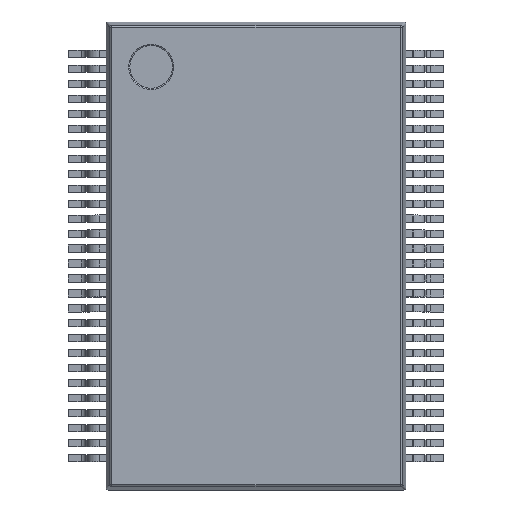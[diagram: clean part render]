
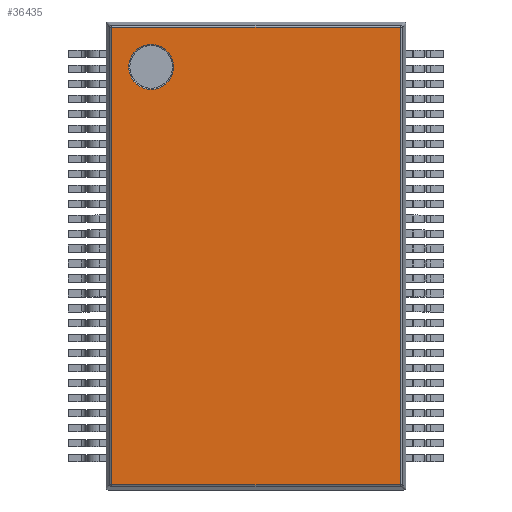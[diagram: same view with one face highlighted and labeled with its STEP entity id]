
A CAD part, top view. The second image highlights one B-rep face of the part: STEP entity #36435.
In plain terms, the highlighted planar face has unit normal (0, 0, 1).
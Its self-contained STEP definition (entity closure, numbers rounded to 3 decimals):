
#14577 = EDGE_CURVE ( 'NONE', #14640, #14642, #18620, .T. ) ;
#14640 = VERTEX_POINT ( 'NONE', #18615 ) ;
#14642 = VERTEX_POINT ( 'NONE', #18614 ) ;
#18614 = CARTESIAN_POINT ( 'NONE',  ( -2.2, 5.05, 1.2 ) ) ;
#18615 = CARTESIAN_POINT ( 'NONE',  ( -3.4, 5.05, 1.2 ) ) ;
#18616 = DIRECTION ( 'NONE',  ( 1., 0., 0. ) ) ;
#18617 = DIRECTION ( 'NONE',  ( 0., 0., 1. ) ) ;
#18618 = CARTESIAN_POINT ( 'NONE',  ( -2.8, 5.05, 1.2 ) ) ;
#18619 = AXIS2_PLACEMENT_3D ( 'NONE', #18618, #18617, #18616 ) ;
#18620 = CIRCLE ( 'NONE', #18619, 0.6 ) ;
#22238 = CARTESIAN_POINT ( 'NONE',  ( -3.854, -6.104, 1.2 ) ) ;
#22239 = DIRECTION ( 'NONE',  ( 0., -1., 0. ) ) ;
#22240 = VECTOR ( 'NONE', #22239, 1000. ) ;
#22241 = CARTESIAN_POINT ( 'NONE',  ( -3.854, 6.25, 1.2 ) ) ;
#22242 = LINE ( 'NONE', #22241, #22240 ) ;
#22243 = CARTESIAN_POINT ( 'NONE',  ( -3.854, 6.104, 1.2 ) ) ;
#22244 = DIRECTION ( 'NONE',  ( -1., 0., 0. ) ) ;
#22245 = VECTOR ( 'NONE', #22244, 1000. ) ;
#22246 = CARTESIAN_POINT ( 'NONE',  ( -3.895, 6.104, 1.2 ) ) ;
#22247 = LINE ( 'NONE', #22246, #22245 ) ;
#22282 = DIRECTION ( 'NONE',  ( 1., 0., 0. ) ) ;
#22283 = DIRECTION ( 'NONE',  ( 0., 0., 1. ) ) ;
#22284 = CARTESIAN_POINT ( 'NONE',  ( -2.8, 5.05, 1.2 ) ) ;
#22285 = AXIS2_PLACEMENT_3D ( 'NONE', #22284, #22283, #22282 ) ;
#22286 = CIRCLE ( 'NONE', #22285, 0.6 ) ;
#22287 = DIRECTION ( 'NONE',  ( 1., 0., 0. ) ) ;
#22288 = VECTOR ( 'NONE', #22287, 1000. ) ;
#22289 = CARTESIAN_POINT ( 'NONE',  ( 3.895, -6.104, 1.2 ) ) ;
#22290 = LINE ( 'NONE', #22289, #22288 ) ;
#22291 = DIRECTION ( 'NONE',  ( -1., 0., 0. ) ) ;
#22292 = DIRECTION ( 'NONE',  ( 0., 0., -1. ) ) ;
#22293 = CARTESIAN_POINT ( 'NONE',  ( 3.895, 6.25, 1.2 ) ) ;
#22294 = AXIS2_PLACEMENT_3D ( 'NONE', #22293, #22292, #22291 ) ;
#22295 = CARTESIAN_POINT ( 'NONE',  ( 3.854, -6.104, 1.2 ) ) ;
#22296 = PLANE ( 'NONE',  #22294 ) ;
#22311 = FACE_BOUND ( 'NONE', #36419, .T. ) ;
#22312 = FACE_OUTER_BOUND ( 'NONE', #36436, .T. ) ;
#22451 = CARTESIAN_POINT ( 'NONE',  ( 3.854, 6.104, 1.2 ) ) ;
#22452 = DIRECTION ( 'NONE',  ( 0., 1., 0. ) ) ;
#22453 = VECTOR ( 'NONE', #22452, 1000. ) ;
#22454 = CARTESIAN_POINT ( 'NONE',  ( 3.854, 6.25, 1.2 ) ) ;
#22455 = LINE ( 'NONE', #22454, #22453 ) ;
#36412 = EDGE_CURVE ( 'NONE', #36501, #36413, #22247, .T. ) ;
#36413 = VERTEX_POINT ( 'NONE', #22243 ) ;
#36414 = ORIENTED_EDGE ( 'NONE', *, *, #36415, .T. ) ;
#36415 = EDGE_CURVE ( 'NONE', #36413, #36416, #22242, .T. ) ;
#36416 = VERTEX_POINT ( 'NONE', #22238 ) ;
#36417 = ORIENTED_EDGE ( 'NONE', *, *, #36418, .T. ) ;
#36418 = EDGE_CURVE ( 'NONE', #36416, #36437, #22290, .T. ) ;
#36419 = EDGE_LOOP ( 'NONE', ( #36420, #36485 ) ) ;
#36420 = ORIENTED_EDGE ( 'NONE', *, *, #36421, .F. ) ;
#36421 = EDGE_CURVE ( 'NONE', #14642, #14640, #22286, .T. ) ;
#36435 = ADVANCED_FACE ( 'NONE', ( #22312, #22311 ), #22296, .F. ) ;
#36436 = EDGE_LOOP ( 'NONE', ( #36499, #36502, #36414, #36417 ) ) ;
#36437 = VERTEX_POINT ( 'NONE', #22295 ) ;
#36485 = ORIENTED_EDGE ( 'NONE', *, *, #14577, .F. ) ;
#36499 = ORIENTED_EDGE ( 'NONE', *, *, #36500, .T. ) ;
#36500 = EDGE_CURVE ( 'NONE', #36437, #36501, #22455, .T. ) ;
#36501 = VERTEX_POINT ( 'NONE', #22451 ) ;
#36502 = ORIENTED_EDGE ( 'NONE', *, *, #36412, .T. ) ;
